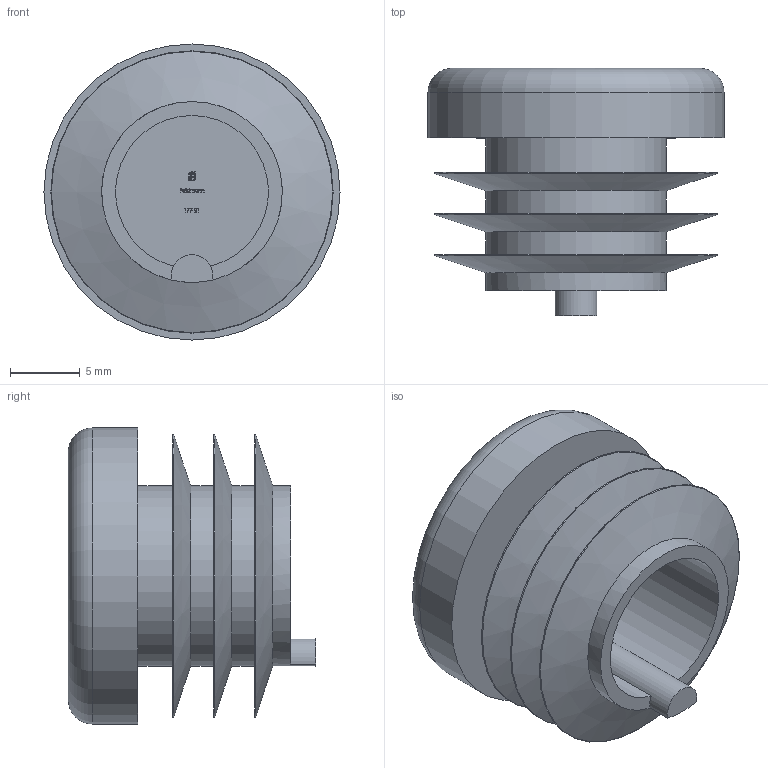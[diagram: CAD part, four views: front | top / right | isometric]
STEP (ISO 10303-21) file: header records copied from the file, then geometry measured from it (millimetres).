
FILE_DESCRIPTION (( 'STEP AP203' ), '1' );
FILE_NAME ('177-21.step', '2021-11-25T07:20:20', ( '' ), ( '' ), 'SwSTEP 2.0', 'SolidWorks 2018', '' );
FILE_SCHEMA (( 'CONFIG_CONTROL_DESIGN' ));
Length unit declared in the file: millimetre
Products named in the file (2): 177-21
Bounding box: 21.3 x 17.8 x 21.3 mm (x, y, z)
Volume: 2555 mm3; surface area: 2876.3 mm2
Topology: 1 solids, 1 shells, 222 faces, 592 edges, 394 vertices
Faces by surface type: plane 134, bspline 74, cylinder 7, torus 4, cone 3
Full cylindrical faces by diameter (mm): 13 x4, 21.3 x1
Entity records: 9965 total; most frequent: CARTESIAN_POINT 4844, ORIENTED_EDGE 1148, DIRECTION 750, EDGE_CURVE 574, LINE 402, VECTOR 402, VERTEX_POINT 388, EDGE_LOOP 256
